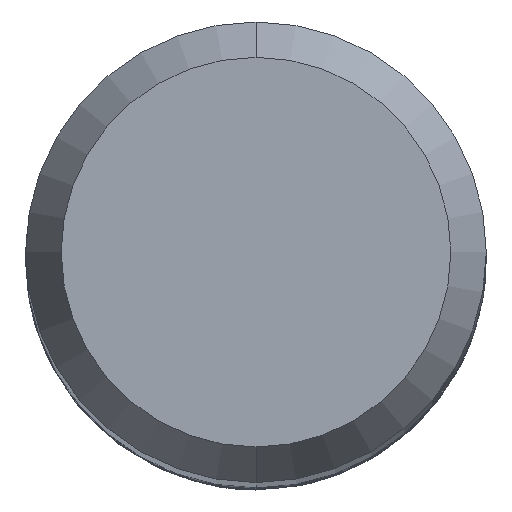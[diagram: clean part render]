
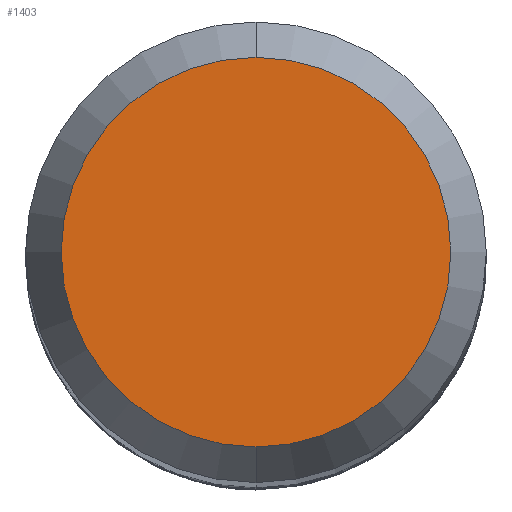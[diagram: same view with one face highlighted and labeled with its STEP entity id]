
A CAD part, top view. The second image highlights one B-rep face of the part: STEP entity #1403.
In plain terms, the highlighted planar face has unit normal (0, 0, 1).
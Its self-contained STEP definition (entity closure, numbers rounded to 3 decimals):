
#1155=EDGE_CURVE('',#2165,#1767,#2654,.T.);
#1403=ADVANCED_FACE('',(#2923),#2924,.T.);
#1503=EDGE_CURVE('',#1767,#2165,#3038,.T.);
#1767=VERTEX_POINT('',#3329);
#2165=VERTEX_POINT('',#3764);
#2654=CIRCLE('',#7519,2.538);
#2923=FACE_OUTER_BOUND('',#10131,.T.);
#2924=PLANE('',#10132);
#3038=CIRCLE('',#11411,2.538);
#3329=CARTESIAN_POINT('',(0.0,2.538,0.0));
#3764=CARTESIAN_POINT('',(0.,-2.538,0.0));
#7519=AXIS2_PLACEMENT_3D('',#18602,#18603,#18604);
#10131=EDGE_LOOP('',(#18817,#18818));
#10132=AXIS2_PLACEMENT_3D('',#18819,#18820,#18821);
#11411=AXIS2_PLACEMENT_3D('',#18952,#18953,#18954);
#18602=CARTESIAN_POINT('',(0.0,0.0,0.0));
#18603=DIRECTION('',(0.0,0.0,-1.0));
#18604=DIRECTION('',(0.0,1.0,0.0));
#18817=ORIENTED_EDGE('',*,*,#1503,.F.);
#18818=ORIENTED_EDGE('',*,*,#1155,.F.);
#18819=CARTESIAN_POINT('',(0.0,1.269,0.0));
#18820=DIRECTION('',(-0.0,0.0,1.0));
#18821=DIRECTION('',(0.0,-1.0,0.0));
#18952=CARTESIAN_POINT('',(0.0,0.0,0.0));
#18953=DIRECTION('',(0.0,0.0,-1.0));
#18954=DIRECTION('',(0.0,1.0,0.0));
